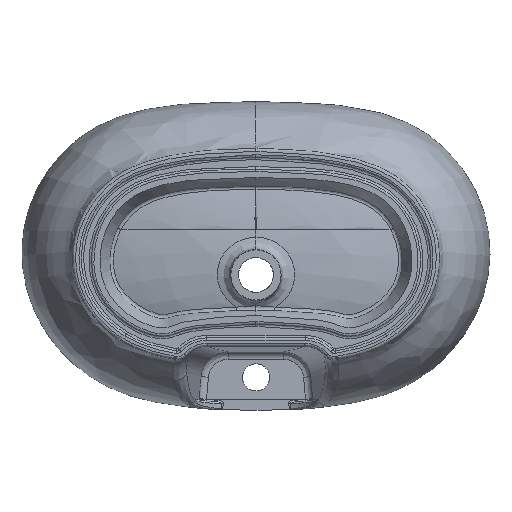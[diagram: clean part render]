
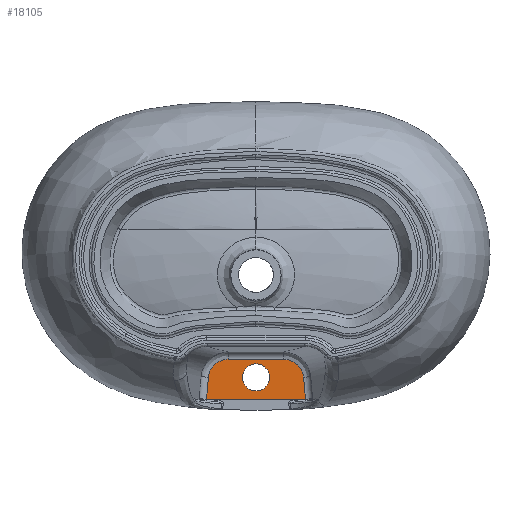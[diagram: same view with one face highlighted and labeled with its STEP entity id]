
A CAD part, front view. The second image highlights one B-rep face of the part: STEP entity #18105.
In plain terms, the highlighted planar face has unit normal (0, -1, -0.009).
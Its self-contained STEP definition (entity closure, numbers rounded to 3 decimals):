
#4751=CARTESIAN_POINT('',(35.761,150.013,-109.221));
#4752=CARTESIAN_POINT('',(37.645,150.013,-109.221));
#4753=CARTESIAN_POINT('',(41.38,150.016,-109.618));
#4754=CARTESIAN_POINT('',(46.69,150.033,-111.363));
#4755=CARTESIAN_POINT('',(51.458,150.059,-114.145));
#4756=CARTESIAN_POINT('',(55.448,150.094,-117.795));
#4757=CARTESIAN_POINT('',(58.542,150.134,-122.123));
#4758=CARTESIAN_POINT('',(60.701,150.181,-127.037));
#4759=CARTESIAN_POINT('',(61.417,150.214,-130.605));
#4760=CARTESIAN_POINT('',(61.579,150.232,-132.459));
#4762=DIRECTION('',(0.087,0.009,-0.996));
#4763=VECTOR('',#4762,28.512);
#4764=CARTESIAN_POINT('',(61.579,150.232,-132.459));
#4765=LINE('',#4764,#4763);
#4766=DIRECTION('',(-1.,0.,0.));
#4767=VECTOR('',#4766,128.116);
#4768=CARTESIAN_POINT('',(64.058,150.5,-160.861));
#4769=LINE('',#4768,#4767);
#4770=DIRECTION('',(0.087,-0.009,0.996));
#4771=VECTOR('',#4770,28.512);
#4772=CARTESIAN_POINT('',(-64.058,150.5,
-160.861));
#4773=LINE('',#4772,#4771);
#4774=CARTESIAN_POINT('',(-61.579,150.232,
-132.459));
#4775=CARTESIAN_POINT('',(-61.417,150.214,
-130.605));
#4776=CARTESIAN_POINT('',(-60.701,150.181,
-127.037));
#4777=CARTESIAN_POINT('',(-58.542,150.134,
-122.123));
#4778=CARTESIAN_POINT('',(-55.448,150.094,
-117.795));
#4779=CARTESIAN_POINT('',(-51.458,150.059,
-114.145));
#4780=CARTESIAN_POINT('',(-46.69,150.033,
-111.363));
#4781=CARTESIAN_POINT('',(-41.38,150.016,
-109.618));
#4782=CARTESIAN_POINT('',(-37.645,150.013,
-109.221));
#4783=CARTESIAN_POINT('',(-35.761,150.013,
-109.221));
#4785=CARTESIAN_POINT('',(0.,150.068,
-115.12));
#4786=CARTESIAN_POINT('',(-1.566,150.068,
-115.12));
#4787=CARTESIAN_POINT('',(-4.577,150.072,
-115.525));
#4788=CARTESIAN_POINT('',(-8.875,150.089,
-117.301));
#4789=CARTESIAN_POINT('',(-12.528,150.116,
-120.121));
#4790=CARTESIAN_POINT('',(-15.31,150.15,
-123.742));
#4791=CARTESIAN_POINT('',(-17.086,150.19,
-127.999));
#4792=CARTESIAN_POINT('',(-17.698,150.233,
-132.551));
#4793=CARTESIAN_POINT('',(-17.122,150.276,
-137.102));
#4794=CARTESIAN_POINT('',(-15.385,150.316,
-141.371));
#4795=CARTESIAN_POINT('',(-12.609,150.351,
-145.043));
#4796=CARTESIAN_POINT('',(-8.931,150.378,
-147.912));
#4797=CARTESIAN_POINT('',(-4.589,150.395,
-149.716));
#4798=CARTESIAN_POINT('',(-1.568,150.399,
-150.12));
#4799=CARTESIAN_POINT('',(0.,150.399,
-150.12));
#4801=CARTESIAN_POINT('',(0.,150.399,
-150.12));
#4802=CARTESIAN_POINT('',(1.566,150.399,-150.12));
#4803=CARTESIAN_POINT('',(4.577,150.395,-149.715));
#4804=CARTESIAN_POINT('',(8.875,150.378,-147.939));
#4805=CARTESIAN_POINT('',(12.528,150.351,-145.119));
#4806=CARTESIAN_POINT('',(15.31,150.317,-141.498));
#4807=CARTESIAN_POINT('',(17.086,150.277,-137.241));
#4808=CARTESIAN_POINT('',(17.698,150.234,-132.689));
#4809=CARTESIAN_POINT('',(17.122,150.191,-128.138));
#4810=CARTESIAN_POINT('',(15.385,150.151,-123.869));
#4811=CARTESIAN_POINT('',(12.609,150.116,-120.197));
#4812=CARTESIAN_POINT('',(8.931,150.089,-117.328));
#4813=CARTESIAN_POINT('',(4.589,150.072,-115.524));
#4814=CARTESIAN_POINT('',(1.568,150.068,-115.12));
#4815=CARTESIAN_POINT('',(0.,150.068,
-115.12));
#4821=DIRECTION('',(-1.,0.,0.));
#4822=VECTOR('',#4821,71.521);
#4823=CARTESIAN_POINT('',(35.761,150.013,-109.221));
#4824=LINE('',#4823,#4822);
#6157=CARTESIAN_POINT('',(0.,150.399,
-150.12));
#6158=VERTEX_POINT('',#6157);
#6159=VERTEX_POINT('',#4785);
#6160=CARTESIAN_POINT('',(35.761,150.013,-109.221));
#6161=CARTESIAN_POINT('',(-35.761,150.013,
-109.221));
#6162=VERTEX_POINT('',#6160);
#6163=VERTEX_POINT('',#6161);
#6164=VERTEX_POINT('',#4760);
#6165=CARTESIAN_POINT('',(64.058,150.5,-160.861));
#6166=VERTEX_POINT('',#6165);
#6167=CARTESIAN_POINT('',(-64.058,150.5,
-160.861));
#6168=VERTEX_POINT('',#6167);
#6169=CARTESIAN_POINT('',(-61.579,150.232,
-132.459));
#6170=VERTEX_POINT('',#6169);
#18081=CARTESIAN_POINT('',(0.,148.969,1.406));
#18082=DIRECTION('',(0.,1.,0.009));
#18083=DIRECTION('',(0.,0.009,-1.));
#18084=AXIS2_PLACEMENT_3D('',#18081,#18082,#18083);
#18085=PLANE('',#18084);
#18087=ORIENTED_EDGE('',*,*,#18086,.F.);
#18089=ORIENTED_EDGE('',*,*,#18088,.T.);
#18091=ORIENTED_EDGE('',*,*,#18090,.T.);
#18092=ORIENTED_EDGE('',*,*,#18055,.T.);
#18094=ORIENTED_EDGE('',*,*,#18093,.T.);
#18096=ORIENTED_EDGE('',*,*,#18095,.T.);
#18097=EDGE_LOOP('',(#18087,#18089,#18091,#18092,#18094,#18096));
#18098=FACE_OUTER_BOUND('',#18097,.F.);
#18100=ORIENTED_EDGE('',*,*,#18099,.T.);
#18102=ORIENTED_EDGE('',*,*,#18101,.T.);
#18103=EDGE_LOOP('',(#18100,#18102));
#18104=FACE_BOUND('',#18103,.F.);
#18105=ADVANCED_FACE('',(#18098,#18104),#18085,.F.);
#4761=B_SPLINE_CURVE_WITH_KNOTS('',3,(#4751,#4752,#4753,#4754,#4755,#4756,#4757,
#4758,#4759,#4760),.UNSPECIFIED.,.F.,.F.,(4,1,1,1,1,1,1,4),(0.,
0.148,0.293,0.436,0.579,
0.716,0.853,1.),.UNSPECIFIED.);
#4784=B_SPLINE_CURVE_WITH_KNOTS('',3,(#4774,#4775,#4776,#4777,#4778,#4779,#4780,
#4781,#4782,#4783),.UNSPECIFIED.,.F.,.F.,(4,1,1,1,1,1,1,4),(0.,
0.147,0.284,0.421,0.564,
0.707,0.852,1.),.UNSPECIFIED.);
#4800=B_SPLINE_CURVE_WITH_KNOTS('',3,(#4785,#4786,#4787,#4788,#4789,#4790,#4791,
#4792,#4793,#4794,#4795,#4796,#4797,#4798,#4799),.UNSPECIFIED.,.F.,.F.,(4,1,1,1,
1,1,1,1,1,1,1,1,4),(0.,0.083,0.167,0.25,
0.333,0.417,0.5,0.583,0.667,
0.75,0.833,0.917,1.),.UNSPECIFIED.);
#4816=B_SPLINE_CURVE_WITH_KNOTS('',3,(#4801,#4802,#4803,#4804,#4805,#4806,#4807,
#4808,#4809,#4810,#4811,#4812,#4813,#4814,#4815),.UNSPECIFIED.,.F.,.F.,(4,1,1,1,
1,1,1,1,1,1,1,1,4),(0.,0.083,0.167,0.25,
0.333,0.417,0.5,0.583,0.667,
0.75,0.833,0.917,1.),.UNSPECIFIED.);
#18055=EDGE_CURVE('',#6166,#6168,#4769,.T.);
#18086=EDGE_CURVE('',#6162,#6163,#4824,.T.);
#18088=EDGE_CURVE('',#6162,#6164,#4761,.T.);
#18090=EDGE_CURVE('',#6164,#6166,#4765,.T.);
#18093=EDGE_CURVE('',#6168,#6170,#4773,.T.);
#18095=EDGE_CURVE('',#6170,#6163,#4784,.T.);
#18099=EDGE_CURVE('',#6159,#6158,#4800,.T.);
#18101=EDGE_CURVE('',#6158,#6159,#4816,.T.);
